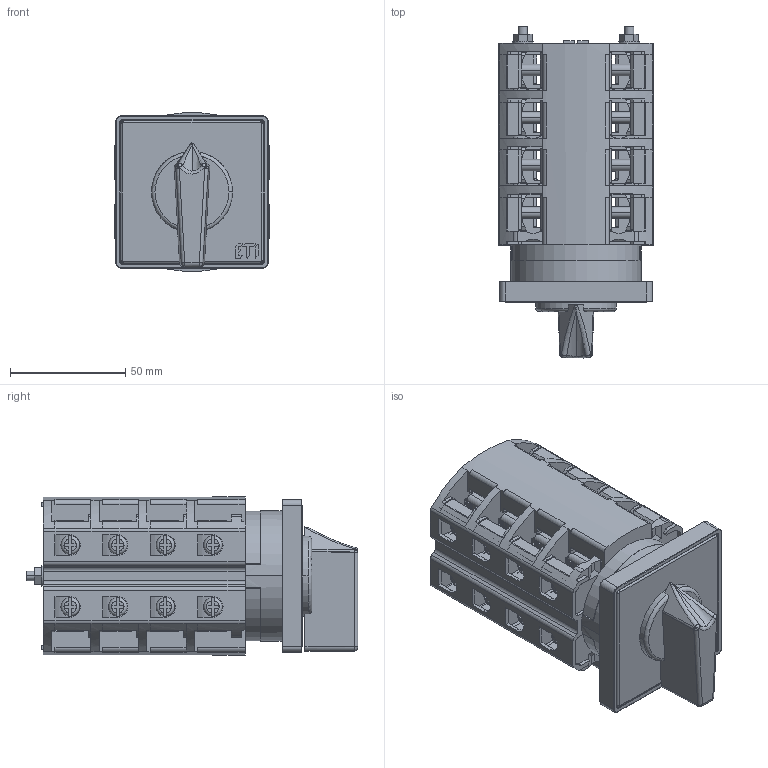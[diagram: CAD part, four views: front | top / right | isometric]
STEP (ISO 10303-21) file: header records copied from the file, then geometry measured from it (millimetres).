
FILE_DESCRIPTION((''),'2;1');
FILE_NAME('AASD_ASM','2021-10-01T',('marketing.praksa'),('Audax d.o.o.'),'CREO PARAMETRIC BY PTC INC, 2017480','CREO PARAMETRIC BY PTC INC, 2017480','');
FILE_SCHEMA(('AUTOMOTIVE_DESIGN { 1 0 10303 214 1 1 1 1 }'));
Products named in the file (96): BLACK-FRONT-SWITCH_1_1_1_2_1__1; WHITE-1_1_1_1_2_1_1_2_1; PRT9569_1_1_1_2_1_1_2_1; MID_1_1_1_2_1_1_2_1; PRT9573_1_1_1_1_2_1_1_2_1; PRT9573_1_2_1_1_2_1_1_2_1; PRT9573_1_3_1_1_2_1_1_2_1; PRT9573_1_ASM_1_1_2_ASM_1_1_2_A_ASM; 2XSCREWINN_1_1_2_3_1_1; 2XSCREWINN_1_1_2_3_2_1; 2XSCREWINN_1_1_2_3_ASM_1_ASM; PRT9566_1_1_2_3_4_5_6_7_8_9___5; PRT9566_1_1_2_3_4_5_6_7_8_9___7; PRT9566_1_1_2_3_4_5_6_7_8_9___6_ASM; INNER-SCREW_ASM_1_1_2_ASM_1_ASM; PRT9570_1_1_2_1; PRT9569_1_1_2_3_1; AASDASDD_ASM_1_1_2_ASM_1_ASM; 4-DOWN-COPER_1_1_2_3_4_1_1; 4-DOWN-COPER_1_1_2_3_4_2_1; 4-DOWN-COPER_1_1_2_3_4_3_1; 4-DOWN-COPER_1_1_2_3_4_4_1; 4-DOWN-COPER_1_1_2_3_4_5_1; 4-DOWN-COPER_1_1_2_3_4_ASM_1_ASM; COP_ASM_1_1_2_ASM_1_ASM; 1; 2XSCREWINN_1_1_2_1; 2XSCREWINN_1_1_2_2; 2XSCREWINN_1_1_2_ASM; PRT9566_1_1_2_3_4_5_6_7_8_9___1; PRT9566_1_1_2_3_4_5_6_7_8_9___2; PRT9566_1_1_2_3_4_5_6_7_8_9__11_ASM; INNER-SCREW_ASM_1_1_ASM; PRT9570_1_1; PRT9569_1_1_2; AASDASDD_ASM_1_1_ASM; 4-DOWN-COPER_1_1_2_1; 4-DOWN-COPER_1_1_2_2; 4-DOWN-COPER_1_1_2_3; 4-DOWN-COPER_1_1_2_4 ...
Assembly tree (101 placements, depth 4):
  AASD_ASM
    BLACK-FRONT-SWITCH_1_1_1_2_1__1
    WHITE-1_1_1_1_2_1_1_2_1
    PRT9569_1_1_1_2_1_1_2_1
    MID_1_1_1_2_1_1_2_1
    PRT9573_1_ASM_1_1_2_ASM_1_1_2_A_ASM
      PRT9573_1_1_1_1_2_1_1_2_1
      PRT9573_1_2_1_1_2_1_1_2_1
      PRT9573_1_3_1_1_2_1_1_2_1
    INNER-SCREW_ASM_1_1_2_ASM_1_ASM
      2XSCREWINN_1_1_2_3_ASM_1_ASM
        2XSCREWINN_1_1_2_3_1_1
        2XSCREWINN_1_1_2_3_2_1
      PRT9566_1_1_2_3_4_5_6_7_8_9___6_ASM
        PRT9566_1_1_2_3_4_5_6_7_8_9___5
        PRT9566_1_1_2_3_4_5_6_7_8_9___7
    COP_ASM_1_1_2_ASM_1_ASM
      AASDASDD_ASM_1_1_2_ASM_1_ASM  x2
        PRT9570_1_1_2_1
        PRT9569_1_1_2_3_1
      4-DOWN-COPER_1_1_2_3_4_ASM_1_ASM
        4-DOWN-COPER_1_1_2_3_4_1_1
        4-DOWN-COPER_1_1_2_3_4_2_1
        4-DOWN-COPER_1_1_2_3_4_3_1
        4-DOWN-COPER_1_1_2_3_4_4_1
        4-DOWN-COPER_1_1_2_3_4_5_1
    1
    INNER-SCREW_ASM_1_1_ASM
      2XSCREWINN_1_1_2_ASM
        2XSCREWINN_1_1_2_1
        2XSCREWINN_1_1_2_2
      PRT9566_1_1_2_3_4_5_6_7_8_9__11_ASM
        PRT9566_1_1_2_3_4_5_6_7_8_9___1
        PRT9566_1_1_2_3_4_5_6_7_8_9___2
    COP_ASM_1_1_ASM
      AASDASDD_ASM_1_1_ASM  x2
        PRT9570_1_1
        PRT9569_1_1_2
      4-DOWN-COPER_1_1_2_ASM
        4-DOWN-COPER_1_1_2_1
        4-DOWN-COPER_1_1_2_2
        4-DOWN-COPER_1_1_2_3
        4-DOWN-COPER_1_1_2_4
        4-DOWN-COPER_1_1_2_5
    INNER-SCREW_ASM_1_1_2_ASM_1_ASM_ASM
      2XSCREWINN_1_1_2_3_ASM_1_ASM_1_ASM
      PRT9566_1_1_2_3_4_5_6_7_8_9___9_ASM
    COP_ASM_1_1_2_ASM_1_ASM_1_ASM
      AASDASDD_ASM_1_1_2_ASM_1_ASM_1_ASM  x2
      4-DOWN-COPER_1_1_2_3_4_ASM_1_AS_ASM
    2SCR_1_1_2_ASM_1_ASM
      2SCR_1_1_2_1_1
      2SCR_1_1_2_2_1
    INNER-SCREW_ASM_1_1_ASM_1_ASM
      2XSCREWINN_1_1_2_ASM_1_ASM
        2XSCREWINN_1_1_2_1_1
        2XSCREWINN_1_1_2_2_1
      PRT9566_1_1_2_3_4_5_6_7_8_9__14_ASM
        PRT9566_1_1_2_3_4_5_6_7_8_9__13
        PRT9566_1_1_2_3_4_5_6_7_8_9__15
Bounding box: 67.2 x 143.91 x 68.52 mm (x, y, z)
Volume: 259522.8 mm3; surface area: 137668.6 mm2
Topology: 64 solids, 64 shells, 5176 faces, 13875 edges, 9229 vertices
Faces by surface type: plane 4084, cylinder 957, torus 103, bspline 28, sphere 4
Entity records: 234474 total; most frequent: CARTESIAN_POINT 32086, ORIENTED_EDGE 27128, DIRECTION 25455, PRESENTATION_STYLE_ASSIGNMENT 17598, STYLED_ITEM 17598, CURVE_STYLE 13564, EDGE_CURVE 13564, VECTOR 11201
